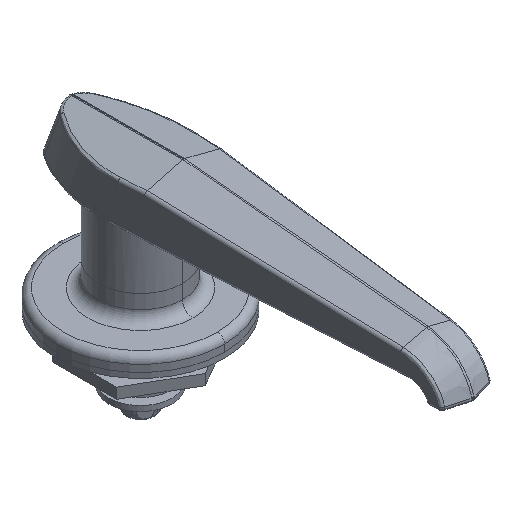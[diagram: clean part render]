
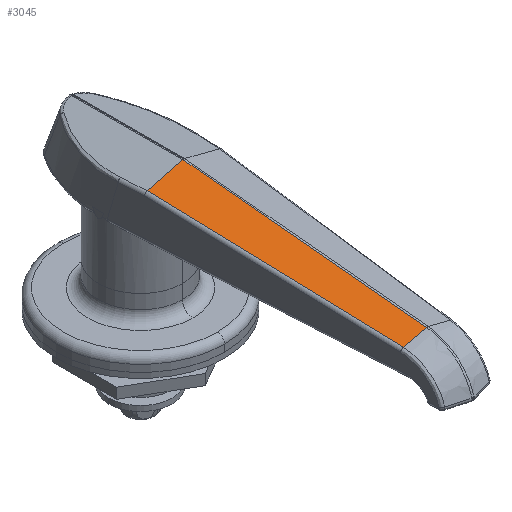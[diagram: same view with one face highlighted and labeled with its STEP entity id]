
A CAD part, isometric view. The second image highlights one B-rep face of the part: STEP entity #3045.
In plain terms, the highlighted planar face has unit normal (-0.259, -0.093, 0.961).
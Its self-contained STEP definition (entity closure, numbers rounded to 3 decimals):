
#131 = VECTOR ( 'NONE', #822, 1000. ) ;
#423 = LINE ( 'NONE', #2344, #6764 ) ;
#536 = ORIENTED_EDGE ( 'NONE', *, *, #5400, .T. ) ;
#757 = CARTESIAN_POINT ( 'NONE',  ( -10.352, -12.268, 12.262 ) ) ;
#822 = DIRECTION ( 'NONE',  ( 0.052, -0.995, -0.082 ) ) ;
#882 = EDGE_CURVE ( 'NONE', #1508, #4405, #423, .T. ) ;
#1091 = VERTEX_POINT ( 'NONE', #8174 ) ;
#1102 =( BOUNDED_CURVE ( )  B_SPLINE_CURVE ( 3, ( #4667, #757, #7077, #4626 ),
 .UNSPECIFIED., .F., .T. ) 
 B_SPLINE_CURVE_WITH_KNOTS ( ( 4, 4 ),
 ( 6.277, 6.282 ),
 .UNSPECIFIED. ) 
 CURVE ( )  GEOMETRIC_REPRESENTATION_ITEM ( )  RATIONAL_B_SPLINE_CURVE ( ( 1., 1., 1., 1. ) ) 
 REPRESENTATION_ITEM ( '' )  );
#1508 = VERTEX_POINT ( 'NONE', #4879 ) ;
#1729 = ORIENTED_EDGE ( 'NONE', *, *, #4767, .T. ) ;
#1813 = DIRECTION ( 'NONE',  ( -0.966, 0.013, -0.259 ) ) ;
#2238 = FACE_OUTER_BOUND ( 'NONE', #4415, .T. ) ;
#2344 = CARTESIAN_POINT ( 'NONE',  ( -15., -81.551, 4.297 ) ) ;
#2392 = VECTOR ( 'NONE', #2611, 1000. ) ;
#2611 = DIRECTION ( 'NONE',  ( 0., -0.995, -0.096 ) ) ;
#2673 = ORIENTED_EDGE ( 'NONE', *, *, #882, .T. ) ;
#2972 = DIRECTION ( 'NONE',  ( 0.966, -0.025, 0.258 ) ) ;
#3034 = PLANE ( 'NONE',  #5709 ) ;
#3045 = ADVANCED_FACE ( 'NONE', ( #2238 ), #3034, .F. ) ;
#3118 = LINE ( 'NONE', #3194, #2392 ) ;
#3170 = EDGE_CURVE ( 'NONE', #1091, #4405, #3118, .T. ) ;
#3194 = CARTESIAN_POINT ( 'NONE',  ( -0.259, -12.397, 14.966 ) ) ;
#3310 = EDGE_CURVE ( 'NONE', #5307, #1508, #3363, .T. ) ;
#3363 = LINE ( 'NONE', #7220, #131 ) ;
#3715 = ORIENTED_EDGE ( 'NONE', *, *, #3170, .F. ) ;
#3766 = LINE ( 'NONE', #6308, #4010 ) ;
#3787 = CARTESIAN_POINT ( 'NONE',  ( -0.259, -81.932, 8.229 ) ) ;
#4010 = VECTOR ( 'NONE', #1813, 1000. ) ;
#4405 = VERTEX_POINT ( 'NONE', #3787 ) ;
#4415 = EDGE_LOOP ( 'NONE', ( #1729, #536, #8181, #2673, #3715 ) ) ;
#4626 = CARTESIAN_POINT ( 'NONE',  ( -10.355, -12.268, 12.261 ) ) ;
#4667 = CARTESIAN_POINT ( 'NONE',  ( -10.35, -12.268, 12.262 ) ) ;
#4767 = EDGE_CURVE ( 'NONE', #1091, #7929, #3766, .T. ) ;
#4879 = CARTESIAN_POINT ( 'NONE',  ( -6.728, -81.765, 6.503 ) ) ;
#5307 = VERTEX_POINT ( 'NONE', #7626 ) ;
#5400 = EDGE_CURVE ( 'NONE', #7929, #5307, #1102, .T. ) ;
#5490 = DIRECTION ( 'NONE',  ( -0.966, 0., -0.26 ) ) ;
#5709 = AXIS2_PLACEMENT_3D ( 'NONE', #7439, #6158, #5490 ) ;
#6158 = DIRECTION ( 'NONE',  ( 0.259, 0.093, -0.961 ) ) ;
#6308 = CARTESIAN_POINT ( 'NONE',  ( -14.998, -12.207, 11.017 ) ) ;
#6764 = VECTOR ( 'NONE', #2972, 1000. ) ;
#7077 = CARTESIAN_POINT ( 'NONE',  ( -10.353, -12.268, 12.261 ) ) ;
#7220 = CARTESIAN_POINT ( 'NONE',  ( -10.375, -11.879, 12.293 ) ) ;
#7439 = CARTESIAN_POINT ( 'NONE',  ( -15., -12.016, 11.035 ) ) ;
#7626 = CARTESIAN_POINT ( 'NONE',  ( -10.355, -12.268, 12.261 ) ) ;
#7645 = CARTESIAN_POINT ( 'NONE',  ( -10.35, -12.268, 12.262 ) ) ;
#7929 = VERTEX_POINT ( 'NONE', #7645 ) ;
#8174 = CARTESIAN_POINT ( 'NONE',  ( -0.259, -12.398, 14.966 ) ) ;
#8181 = ORIENTED_EDGE ( 'NONE', *, *, #3310, .T. ) ;
